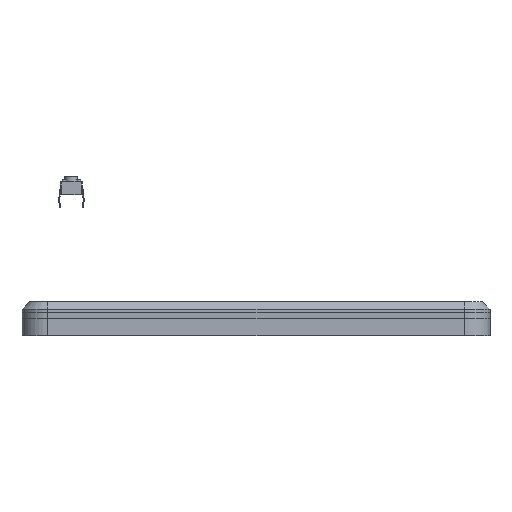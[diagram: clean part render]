
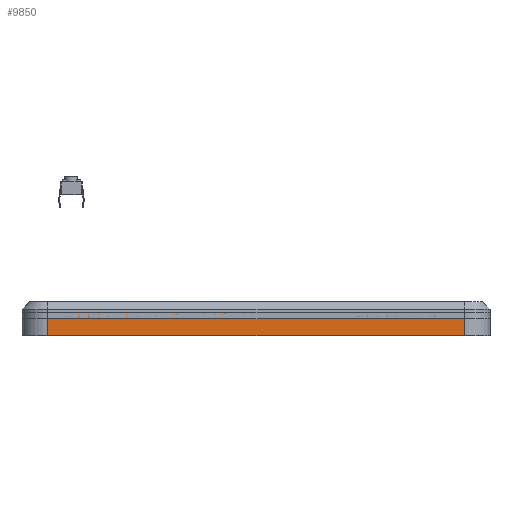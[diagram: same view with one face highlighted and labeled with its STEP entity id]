
A CAD part, left-side view. The second image highlights one B-rep face of the part: STEP entity #9850.
In plain terms, the highlighted planar face has unit normal (-1, 0, 0).
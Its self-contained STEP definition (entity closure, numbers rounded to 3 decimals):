
#1323=LINE('',#16384,#2178);
#1334=LINE('',#16426,#2189);
#1335=LINE('',#16428,#2190);
#1336=LINE('',#16429,#2191);
#2178=VECTOR('',#13643,10.);
#2189=VECTOR('',#13690,10.);
#2190=VECTOR('',#13691,10.);
#2191=VECTOR('',#13692,10.);
#2930=FACE_OUTER_BOUND('',#3748,.T.);
#3748=EDGE_LOOP('',(#9031,#9032,#9033,#9034));
#5087=VERTEX_POINT('',#16381);
#5088=VERTEX_POINT('',#16383);
#5101=VERTEX_POINT('',#16425);
#5102=VERTEX_POINT('',#16427);
#6397=EDGE_CURVE('',#5087,#5088,#1323,.F.);
#6418=EDGE_CURVE('',#5101,#5087,#1334,.T.);
#6419=EDGE_CURVE('',#5102,#5101,#1335,.T.);
#6420=EDGE_CURVE('',#5102,#5088,#1336,.T.);
#9031=ORIENTED_EDGE('',*,*,#6418,.F.);
#9032=ORIENTED_EDGE('',*,*,#6419,.F.);
#9033=ORIENTED_EDGE('',*,*,#6420,.T.);
#9034=ORIENTED_EDGE('',*,*,#6397,.F.);
#9347=PLANE('',#10861);
#9850=ADVANCED_FACE('',(#2930),#9347,.T.);
#10861=AXIS2_PLACEMENT_3D('',#16424,#13688,#13689);
#13643=DIRECTION('',(0.,1.,0.));
#13688=DIRECTION('center_axis',(-1.,0.,0.));
#13689=DIRECTION('ref_axis',(0.,1.,0.));
#13690=DIRECTION('',(0.,0.,1.));
#13691=DIRECTION('',(0.,1.,0.));
#13692=DIRECTION('',(0.,0.,1.));
#16381=CARTESIAN_POINT('',(20.805,225.341,-30.25));
#16383=CARTESIAN_POINT('',(20.805,112.941,-30.25));
#16384=CARTESIAN_POINT('',(20.805,141.041,-30.25));
#16424=CARTESIAN_POINT('Origin',(20.805,112.941,-34.25));
#16425=CARTESIAN_POINT('',(20.805,225.341,-36.45));
#16426=CARTESIAN_POINT('',(20.805,225.341,-34.25));
#16427=CARTESIAN_POINT('',(20.805,112.941,-36.45));
#16428=CARTESIAN_POINT('',(20.805,112.941,-36.45));
#16429=CARTESIAN_POINT('',(20.805,112.941,-34.25));
